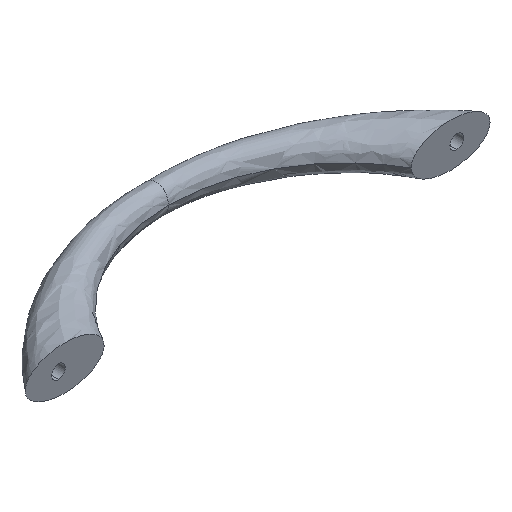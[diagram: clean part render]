
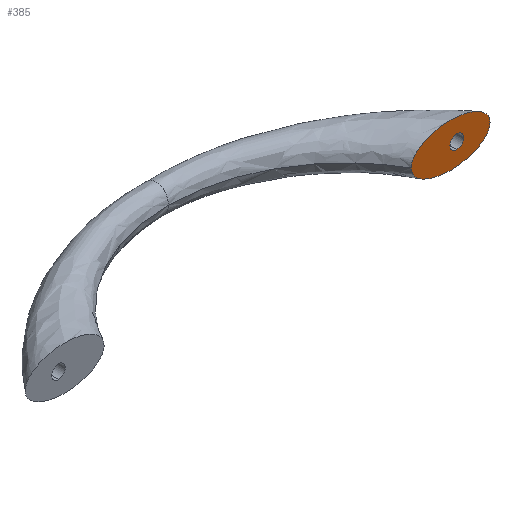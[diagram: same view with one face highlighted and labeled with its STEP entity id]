
A CAD part, isometric view. The second image highlights one B-rep face of the part: STEP entity #385.
In plain terms, the highlighted planar face has unit normal (0, -1, 0).
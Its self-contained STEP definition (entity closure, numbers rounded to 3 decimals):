
#14 = CARTESIAN_POINT ( 'NONE',  ( 56., 0., 0. ) ) ;
#21 = ORIENTED_EDGE ( 'NONE', *, *, #354, .F. ) ;
#65 = ORIENTED_EDGE ( 'NONE', *, *, #807, .F. ) ;
#77 = DIRECTION ( 'NONE',  ( 0., 1., 0. ) ) ;
#82 = CARTESIAN_POINT ( 'NONE',  ( 56., 0., 10.5 ) ) ;
#86 = DIRECTION ( 'NONE',  ( 0., -1., 0. ) ) ;
#171 = PLANE ( 'NONE',  #758 ) ;
#178 = EDGE_CURVE ( 'NONE', #618, #913, #742, .T. ) ;
#188 = FACE_OUTER_BOUND ( 'NONE', #297, .T. ) ;
#207 = ORIENTED_EDGE ( 'NONE', *, *, #1060, .F. ) ;
#297 = EDGE_LOOP ( 'NONE', ( #671, #65 ) ) ;
#300 = CIRCLE ( 'NONE', #613, 1.65 ) ;
#354 = EDGE_CURVE ( 'NONE', #481, #1112, #300, .T. ) ;
#370 = FACE_BOUND ( 'NONE', #653, .T. ) ;
#385 = ADVANCED_FACE ( 'NONE', ( #370, #188 ), #171, .F. ) ;
#395 = CARTESIAN_POINT ( 'NONE',  ( 37., 0., 0. ) ) ;
#405 = DIRECTION ( 'NONE',  ( 0., -1., 0. ) ) ;
#406 = CARTESIAN_POINT ( 'NONE',  ( 37., 0., -10.5 ) ) ;
#429 = CARTESIAN_POINT ( 'NONE',  ( 37., 0., 10.5 ) ) ;
#481 = VERTEX_POINT ( 'NONE', #1175 ) ;
#613 = AXIS2_PLACEMENT_3D ( 'NONE', #934, #86, #1208 ) ;
#618 = VERTEX_POINT ( 'NONE', #625 ) ;
#625 = CARTESIAN_POINT ( 'NONE',  ( 56., 0., 0. ) ) ;
#653 = EDGE_LOOP ( 'NONE', ( #21, #207 ) ) ;
#671 = ORIENTED_EDGE ( 'NONE', *, *, #178, .F. ) ;
#710 = CIRCLE ( 'NONE', #1065, 1.65 ) ;
#727 = DIRECTION ( 'NONE',  ( 0., 0., 1. ) ) ;
#742 =( BOUNDED_CURVE ( )  B_SPLINE_CURVE ( 3, ( #14, #877, #406, #955 ),
 .UNSPECIFIED., .F., .F. ) 
 B_SPLINE_CURVE_WITH_KNOTS ( ( 4, 4 ),
 ( 0., 3.142 ),
 .UNSPECIFIED. ) 
 CURVE ( )  GEOMETRIC_REPRESENTATION_ITEM ( )  RATIONAL_B_SPLINE_CURVE ( ( 1., 0.333, 0.333, 1. ) ) 
 REPRESENTATION_ITEM ( '' )  );
#758 = AXIS2_PLACEMENT_3D ( 'NONE', #788, #77, #727 ) ;
#788 = CARTESIAN_POINT ( 'NONE',  ( 46.5, 0., 0. ) ) ;
#791 = DIRECTION ( 'NONE',  ( 0., 0., -1. ) ) ;
#803 = CARTESIAN_POINT ( 'NONE',  ( 48., 0., 0. ) ) ;
#807 = EDGE_CURVE ( 'NONE', #913, #618, #1064, .T. ) ;
#877 = CARTESIAN_POINT ( 'NONE',  ( 56., 0., -10.5 ) ) ;
#901 = CARTESIAN_POINT ( 'NONE',  ( 56., 0., 0. ) ) ;
#913 = VERTEX_POINT ( 'NONE', #395 ) ;
#930 = CARTESIAN_POINT ( 'NONE',  ( 37., 0., 0. ) ) ;
#934 = CARTESIAN_POINT ( 'NONE',  ( 48., 0., 0. ) ) ;
#955 = CARTESIAN_POINT ( 'NONE',  ( 37., 0., 0. ) ) ;
#975 = CARTESIAN_POINT ( 'NONE',  ( 48., 0., 1.65 ) ) ;
#1060 = EDGE_CURVE ( 'NONE', #1112, #481, #710, .T. ) ;
#1064 =( BOUNDED_CURVE ( )  B_SPLINE_CURVE ( 3, ( #930, #429, #82, #901 ),
 .UNSPECIFIED., .F., .T. ) 
 B_SPLINE_CURVE_WITH_KNOTS ( ( 4, 4 ),
 ( 3.142, 6.283 ),
 .UNSPECIFIED. ) 
 CURVE ( )  GEOMETRIC_REPRESENTATION_ITEM ( )  RATIONAL_B_SPLINE_CURVE ( ( 1., 0.333, 0.333, 1. ) ) 
 REPRESENTATION_ITEM ( '' )  );
#1065 = AXIS2_PLACEMENT_3D ( 'NONE', #803, #405, #791 ) ;
#1112 = VERTEX_POINT ( 'NONE', #975 ) ;
#1175 = CARTESIAN_POINT ( 'NONE',  ( 48., 0., -1.65 ) ) ;
#1208 = DIRECTION ( 'NONE',  ( 0., 0., -1. ) ) ;
